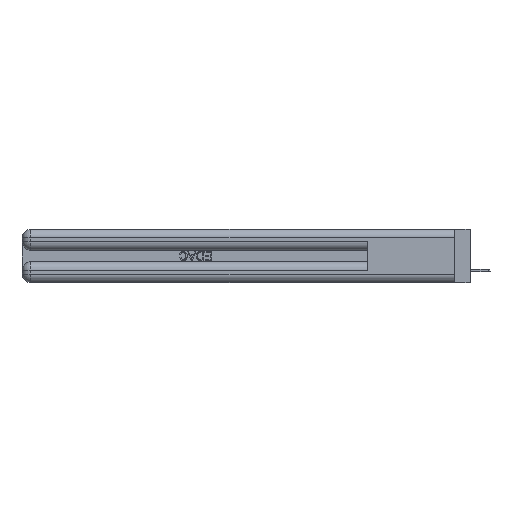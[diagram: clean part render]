
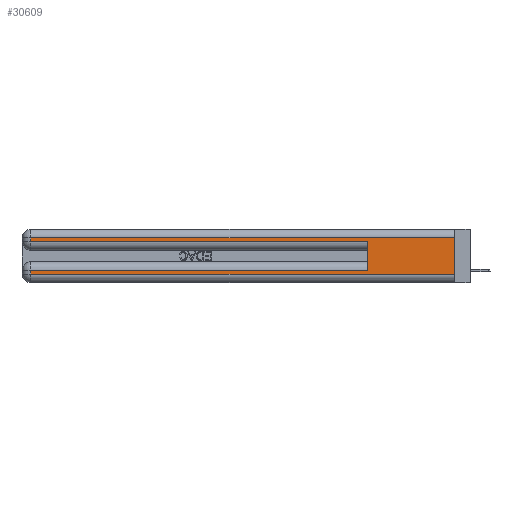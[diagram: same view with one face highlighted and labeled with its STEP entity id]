
A CAD part, left-side view. The second image highlights one B-rep face of the part: STEP entity #30609.
In plain terms, the highlighted planar face has unit normal (-1, 0, 0).
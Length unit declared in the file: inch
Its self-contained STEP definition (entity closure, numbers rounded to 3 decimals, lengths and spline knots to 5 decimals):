
#198 = CARTESIAN_POINT ( 'NONE',  ( 0., 2.94, 0.085 ) ) ;
#2149 = ORIENTED_EDGE ( 'NONE', *, *, #49239, .T. ) ;
#4282 = CARTESIAN_POINT ( 'NONE',  ( 0., 2.94, 0.285 ) ) ;
#4717 = DIRECTION ( 'NONE',  ( 0., 0., -1. ) ) ;
#5011 = ORIENTED_EDGE ( 'NONE', *, *, #18647, .T. ) ;
#6253 = DIRECTION ( 'NONE',  ( 1., 0., 0. ) ) ;
#6347 = LINE ( 'NONE', #9524, #52021 ) ;
#7130 = VERTEX_POINT ( 'NONE', #44085 ) ;
#7451 = ORIENTED_EDGE ( 'NONE', *, *, #10830, .T. ) ;
#8524 = CARTESIAN_POINT ( 'NONE',  ( 0., 2.94, 0.37 ) ) ;
#8990 = EDGE_CURVE ( 'NONE', #11196, #7130, #39038, .T. ) ;
#9524 = CARTESIAN_POINT ( 'NONE',  ( 0., 0., 0.085 ) ) ;
#10830 = EDGE_CURVE ( 'NONE', #48007, #25164, #36305, .T. ) ;
#11196 = VERTEX_POINT ( 'NONE', #14762 ) ;
#13815 = CARTESIAN_POINT ( 'NONE',  ( 0., 0.6, 0.145 ) ) ;
#14215 = DIRECTION ( 'NONE',  ( 0., -1., 0. ) ) ;
#14742 = FACE_OUTER_BOUND ( 'NONE', #42433, .T. ) ;
#14762 = CARTESIAN_POINT ( 'NONE',  ( 0., 0.6, 0.085 ) ) ;
#17825 = CARTESIAN_POINT ( 'NONE',  ( 0., 0., 0.31 ) ) ;
#17925 = VECTOR ( 'NONE', #43156, 39.37008 ) ;
#17973 = LINE ( 'NONE', #24910, #33851 ) ;
#18281 = ORIENTED_EDGE ( 'NONE', *, *, #8990, .F. ) ;
#18647 = EDGE_CURVE ( 'NONE', #31360, #7130, #22469, .T. ) ;
#20110 = CARTESIAN_POINT ( 'NONE',  ( 0., 0., 0.06 ) ) ;
#20485 = DIRECTION ( 'NONE',  ( 0., 0., -1. ) ) ;
#20531 = CARTESIAN_POINT ( 'NONE',  ( 0., 0., 0.06 ) ) ;
#22185 = PLANE ( 'NONE',  #39252 ) ;
#22469 = LINE ( 'NONE', #43170, #30835 ) ;
#24452 = ORIENTED_EDGE ( 'NONE', *, *, #40608, .T. ) ;
#24627 = LINE ( 'NONE', #41605, #39381 ) ;
#24910 = CARTESIAN_POINT ( 'NONE',  ( 0., 2.94, 0.37 ) ) ;
#25164 = VERTEX_POINT ( 'NONE', #20531 ) ;
#25485 = DIRECTION ( 'NONE',  ( 0., 1., 0. ) ) ;
#26711 = CARTESIAN_POINT ( 'NONE',  ( 0., 0., 0.37 ) ) ;
#27543 = ORIENTED_EDGE ( 'NONE', *, *, #36394, .T. ) ;
#30161 = DIRECTION ( 'NONE',  ( 0., 0., -1. ) ) ;
#30532 = VECTOR ( 'NONE', #51974, 39.37008 ) ;
#30609 = ADVANCED_FACE ( 'NONE', ( #14742 ), #22185, .F. ) ;
#30677 = EDGE_CURVE ( 'NONE', #49941, #25164, #38649, .T. ) ;
#30835 = VECTOR ( 'NONE', #14215, 39.37008 ) ;
#31158 = CARTESIAN_POINT ( 'NONE',  ( 0., 2.94, 0.31 ) ) ;
#31162 = ORIENTED_EDGE ( 'NONE', *, *, #31340, .T. ) ;
#31340 = EDGE_CURVE ( 'NONE', #47077, #31360, #44916, .T. ) ;
#31360 = VERTEX_POINT ( 'NONE', #4282 ) ;
#32814 = VERTEX_POINT ( 'NONE', #198 ) ;
#33851 = VECTOR ( 'NONE', #4717, 39.37008 ) ;
#35845 = ORIENTED_EDGE ( 'NONE', *, *, #30677, .F. ) ;
#36305 = LINE ( 'NONE', #20110, #30532 ) ;
#36394 = EDGE_CURVE ( 'NONE', #32814, #48007, #17973, .T. ) ;
#38649 = LINE ( 'NONE', #26711, #17925 ) ;
#39038 = LINE ( 'NONE', #13815, #42697 ) ;
#39252 = AXIS2_PLACEMENT_3D ( 'NONE', #50323, #6253, #30161 ) ;
#39381 = VECTOR ( 'NONE', #49028, 39.37008 ) ;
#40608 = EDGE_CURVE ( 'NONE', #49941, #47077, #24627, .T. ) ;
#41605 = CARTESIAN_POINT ( 'NONE',  ( 0., 0., 0.31 ) ) ;
#42133 = VECTOR ( 'NONE', #20485, 39.37008 ) ;
#42227 = DIRECTION ( 'NONE',  ( 0., 0., 1. ) ) ;
#42376 = CARTESIAN_POINT ( 'NONE',  ( 0., 2.94, 0.06 ) ) ;
#42433 = EDGE_LOOP ( 'NONE', ( #35845, #24452, #31162, #5011, #18281, #2149, #27543, #7451 ) ) ;
#42697 = VECTOR ( 'NONE', #42227, 39.37008 ) ;
#43156 = DIRECTION ( 'NONE',  ( 0., 0., -1. ) ) ;
#43170 = CARTESIAN_POINT ( 'NONE',  ( 0., 0., 0.285 ) ) ;
#44085 = CARTESIAN_POINT ( 'NONE',  ( 0., 0.6, 0.285 ) ) ;
#44916 = LINE ( 'NONE', #8524, #42133 ) ;
#47077 = VERTEX_POINT ( 'NONE', #31158 ) ;
#48007 = VERTEX_POINT ( 'NONE', #42376 ) ;
#49028 = DIRECTION ( 'NONE',  ( 0., 1., 0. ) ) ;
#49239 = EDGE_CURVE ( 'NONE', #11196, #32814, #6347, .T. ) ;
#49941 = VERTEX_POINT ( 'NONE', #17825 ) ;
#50323 = CARTESIAN_POINT ( 'NONE',  ( 0., 0., 0.37 ) ) ;
#51974 = DIRECTION ( 'NONE',  ( 0., -1., 0. ) ) ;
#52021 = VECTOR ( 'NONE', #25485, 39.37008 ) ;
